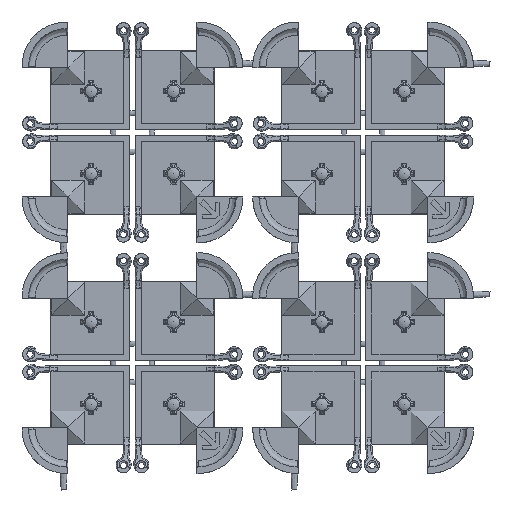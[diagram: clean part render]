
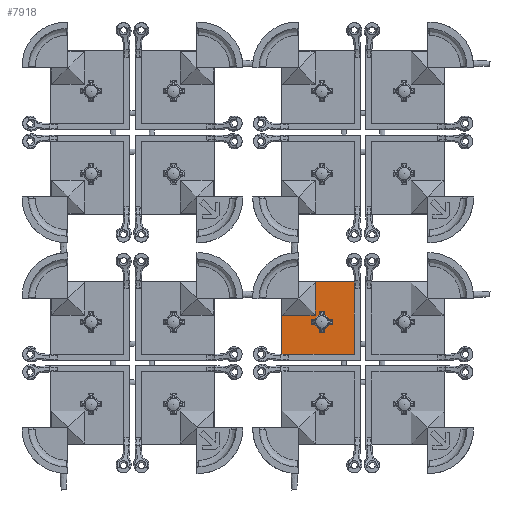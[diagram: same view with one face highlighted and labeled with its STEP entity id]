
A CAD part, front view. The second image highlights one B-rep face of the part: STEP entity #7918.
In plain terms, the highlighted planar face has unit normal (0, -1, 0).
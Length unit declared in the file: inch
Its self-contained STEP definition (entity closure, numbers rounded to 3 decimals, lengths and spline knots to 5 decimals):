
#365=FACE_BOUND('',#1843,.T.);
#584=CIRCLE('',#8298,0.05752);
#587=CIRCLE('',#8305,0.05752);
#588=CIRCLE('',#8313,0.05752);
#590=CIRCLE('',#8334,0.05752);
#592=CIRCLE('',#8353,0.121);
#1367=FACE_OUTER_BOUND('',#1842,.T.);
#1842=EDGE_LOOP('',(#6558,#6559,#6560,#6561,#6562));
#1843=EDGE_LOOP('',(#6563,#6564,#6565,#6566,#6567,#6568,#6569,#6570,#6571,
#6572,#6573,#6574,#6575,#6576,#6577,#6578));
#2315=LINE('',#25322,#2806);
#2317=LINE('',#25345,#2808);
#2319=LINE('',#25351,#2810);
#2321=LINE('',#25434,#2812);
#2323=LINE('',#25442,#2814);
#2326=LINE('',#25489,#2817);
#2327=LINE('',#25494,#2818);
#2330=LINE('',#25502,#2821);
#2332=LINE('',#25508,#2823);
#2334=LINE('',#25513,#2825);
#2336=LINE('',#25521,#2827);
#2338=LINE('',#25529,#2829);
#2345=LINE('',#25584,#2836);
#2346=LINE('',#25586,#2837);
#2347=LINE('',#25588,#2838);
#2348=LINE('',#25589,#2839);
#2806=VECTOR('',#9344,0.02531);
#2808=VECTOR('',#9352,0.03956);
#2810=VECTOR('',#9358,0.02531);
#2812=VECTOR('',#9384,0.02531);
#2814=VECTOR('',#9392,0.03956);
#2817=VECTOR('',#9409,0.02531);
#2818=VECTOR('',#9416,0.02531);
#2821=VECTOR('',#9423,0.03956);
#2823=VECTOR('',#9431,0.02531);
#2825=VECTOR('',#9435,0.02531);
#2827=VECTOR('',#9443,0.03956);
#2829=VECTOR('',#9451,0.02531);
#2836=VECTOR('',#9500,0.479);
#2837=VECTOR('',#9501,0.6);
#2838=VECTOR('',#9502,0.6);
#2839=VECTOR('',#9503,0.479);
#3483=VERTEX_POINT('',#25320);
#3484=VERTEX_POINT('',#25321);
#3488=VERTEX_POINT('',#25344);
#3490=VERTEX_POINT('',#25350);
#3493=VERTEX_POINT('',#25371);
#3500=VERTEX_POINT('',#25399);
#3501=VERTEX_POINT('',#25414);
#3503=VERTEX_POINT('',#25433);
#3506=VERTEX_POINT('',#25441);
#3508=VERTEX_POINT('',#25447);
#3509=VERTEX_POINT('',#25448);
#3515=VERTEX_POINT('',#25488);
#3519=VERTEX_POINT('',#25501);
#3522=VERTEX_POINT('',#25512);
#3525=VERTEX_POINT('',#25520);
#3528=VERTEX_POINT('',#25528);
#3539=VERTEX_POINT('',#25580);
#3540=VERTEX_POINT('',#25581);
#3541=VERTEX_POINT('',#25583);
#3542=VERTEX_POINT('',#25585);
#3543=VERTEX_POINT('',#25587);
#4527=EDGE_CURVE('',#3483,#3484,#2315,.T.);
#4532=EDGE_CURVE('',#3484,#3488,#2317,.T.);
#4535=EDGE_CURVE('',#3488,#3490,#2319,.T.);
#4539=EDGE_CURVE('',#3490,#3493,#584,.T.);
#4547=EDGE_CURVE('',#3500,#3501,#587,.T.);
#4550=EDGE_CURVE('',#3493,#3503,#2321,.T.);
#4554=EDGE_CURVE('',#3503,#3506,#2323,.T.);
#4557=EDGE_CURVE('',#3508,#3509,#588,.T.);
#4564=EDGE_CURVE('',#3509,#3515,#2326,.T.);
#4567=EDGE_CURVE('',#3506,#3508,#2327,.T.);
#4571=EDGE_CURVE('',#3515,#3519,#2330,.T.);
#4575=EDGE_CURVE('',#3519,#3500,#2332,.T.);
#4577=EDGE_CURVE('',#3501,#3522,#2334,.T.);
#4581=EDGE_CURVE('',#3522,#3525,#2336,.T.);
#4585=EDGE_CURVE('',#3525,#3528,#2338,.T.);
#4587=EDGE_CURVE('',#3528,#3483,#590,.T.);
#4605=EDGE_CURVE('',#3539,#3540,#592,.T.);
#4606=EDGE_CURVE('',#3540,#3541,#2345,.T.);
#4607=EDGE_CURVE('',#3541,#3542,#2346,.T.);
#4608=EDGE_CURVE('',#3542,#3543,#2347,.T.);
#4609=EDGE_CURVE('',#3543,#3539,#2348,.T.);
#6558=ORIENTED_EDGE('',*,*,#4605,.T.);
#6559=ORIENTED_EDGE('',*,*,#4606,.T.);
#6560=ORIENTED_EDGE('',*,*,#4607,.T.);
#6561=ORIENTED_EDGE('',*,*,#4608,.T.);
#6562=ORIENTED_EDGE('',*,*,#4609,.T.);
#6563=ORIENTED_EDGE('',*,*,#4557,.F.);
#6564=ORIENTED_EDGE('',*,*,#4567,.F.);
#6565=ORIENTED_EDGE('',*,*,#4554,.F.);
#6566=ORIENTED_EDGE('',*,*,#4550,.F.);
#6567=ORIENTED_EDGE('',*,*,#4539,.F.);
#6568=ORIENTED_EDGE('',*,*,#4535,.F.);
#6569=ORIENTED_EDGE('',*,*,#4532,.F.);
#6570=ORIENTED_EDGE('',*,*,#4527,.F.);
#6571=ORIENTED_EDGE('',*,*,#4587,.F.);
#6572=ORIENTED_EDGE('',*,*,#4585,.F.);
#6573=ORIENTED_EDGE('',*,*,#4581,.F.);
#6574=ORIENTED_EDGE('',*,*,#4577,.F.);
#6575=ORIENTED_EDGE('',*,*,#4547,.F.);
#6576=ORIENTED_EDGE('',*,*,#4575,.F.);
#6577=ORIENTED_EDGE('',*,*,#4571,.F.);
#6578=ORIENTED_EDGE('',*,*,#4564,.F.);
#7552=PLANE('',#8352);
#7918=ADVANCED_FACE('',(#1367,#365),#7552,.F.);
#8298=AXIS2_PLACEMENT_3D('',#25372,#9364,#9365);
#8305=AXIS2_PLACEMENT_3D('',#25415,#9378,#9379);
#8313=AXIS2_PLACEMENT_3D('',#25449,#9398,#9399);
#8334=AXIS2_PLACEMENT_3D('',#25545,#9454,#9455);
#8352=AXIS2_PLACEMENT_3D('',#25579,#9496,#9497);
#8353=AXIS2_PLACEMENT_3D('',#25582,#9498,#9499);
#9344=DIRECTION('',(0.,0.,-1.));
#9352=DIRECTION('',(1.,0.,0.));
#9358=DIRECTION('',(0.,0.,1.));
#9364=DIRECTION('center_axis',(0.,-1.,0.));
#9365=DIRECTION('ref_axis',(0.707,0.,-0.707));
#9378=DIRECTION('center_axis',(0.,-1.,0.));
#9379=DIRECTION('ref_axis',(-0.707,0.,0.707));
#9384=DIRECTION('',(1.,0.,0.));
#9392=DIRECTION('',(0.,0.,1.));
#9398=DIRECTION('center_axis',(0.,-1.,0.));
#9399=DIRECTION('ref_axis',(0.707,0.,0.707));
#9409=DIRECTION('',(0.,0.,1.));
#9416=DIRECTION('',(-1.,0.,0.));
#9423=DIRECTION('',(-1.,0.,0.));
#9431=DIRECTION('',(0.,0.,-1.));
#9435=DIRECTION('',(-1.,0.,0.));
#9443=DIRECTION('',(0.,0.,-1.));
#9451=DIRECTION('',(1.,0.,0.));
#9454=DIRECTION('center_axis',(0.,-1.,0.));
#9455=DIRECTION('ref_axis',(-0.707,0.,-0.707));
#9496=DIRECTION('center_axis',(0.,1.,0.));
#9497=DIRECTION('ref_axis',(-1.,0.,0.));
#9498=DIRECTION('center_axis',(0.,-1.,0.));
#9499=DIRECTION('ref_axis',(0.,0.,-1.));
#9500=DIRECTION('',(0.,0.,-1.));
#9501=DIRECTION('',(1.,0.,0.));
#9502=DIRECTION('',(0.,0.,1.));
#9503=DIRECTION('',(-1.,0.,0.));
#25320=CARTESIAN_POINT('',(-0.33228,0.4,0.25849));
#25321=CARTESIAN_POINT('',(-0.33228,0.4,0.23318));
#25322=CARTESIAN_POINT('',(-0.33228,0.4,0.30999));
#25344=CARTESIAN_POINT('',(-0.29272,0.4,0.23318));
#25345=CARTESIAN_POINT('',(-0.29943,0.4,0.23318));
#25350=CARTESIAN_POINT('',(-0.29272,0.4,0.25849));
#25351=CARTESIAN_POINT('',(-0.29272,0.4,0.30999));
#25371=CARTESIAN_POINT('',(-0.25849,0.4,0.29272));
#25372=CARTESIAN_POINT('Origin',(-0.3125,0.4,0.3125));
#25399=CARTESIAN_POINT('',(-0.33228,0.4,0.36651));
#25414=CARTESIAN_POINT('',(-0.36651,0.4,0.33228));
#25415=CARTESIAN_POINT('Origin',(-0.3125,0.4,0.3125));
#25433=CARTESIAN_POINT('',(-0.23318,0.4,0.29272));
#25434=CARTESIAN_POINT('',(-0.30999,0.4,0.29272));
#25441=CARTESIAN_POINT('',(-0.23318,0.4,0.33228));
#25442=CARTESIAN_POINT('',(-0.23318,0.4,0.32056));
#25447=CARTESIAN_POINT('',(-0.25849,0.4,0.33228));
#25448=CARTESIAN_POINT('',(-0.29272,0.4,0.36651));
#25449=CARTESIAN_POINT('Origin',(-0.3125,0.4,0.3125));
#25488=CARTESIAN_POINT('',(-0.29272,0.4,0.39182));
#25489=CARTESIAN_POINT('',(-0.29272,0.4,0.30999));
#25494=CARTESIAN_POINT('',(-0.30999,0.4,0.33228));
#25501=CARTESIAN_POINT('',(-0.33228,0.4,0.39182));
#25502=CARTESIAN_POINT('',(-0.32056,0.4,0.39182));
#25508=CARTESIAN_POINT('',(-0.33228,0.4,0.30999));
#25512=CARTESIAN_POINT('',(-0.39182,0.4,0.33228));
#25513=CARTESIAN_POINT('',(-0.30999,0.4,0.33228));
#25520=CARTESIAN_POINT('',(-0.39182,0.4,0.29272));
#25521=CARTESIAN_POINT('',(-0.39182,0.4,0.29943));
#25528=CARTESIAN_POINT('',(-0.36651,0.4,0.29272));
#25529=CARTESIAN_POINT('',(-0.30999,0.4,0.29272));
#25545=CARTESIAN_POINT('Origin',(-0.3125,0.4,0.3125));
#25579=CARTESIAN_POINT('Origin',(-0.30749,0.4,0.30749));
#25580=CARTESIAN_POINT('',(-0.499,0.4,0.62));
#25581=CARTESIAN_POINT('',(-0.62,0.4,0.499));
#25582=CARTESIAN_POINT('Origin',(-0.499,0.4,0.499));
#25583=CARTESIAN_POINT('',(-0.62,0.4,0.02));
#25584=CARTESIAN_POINT('',(-0.62,0.4,0.02));
#25585=CARTESIAN_POINT('',(-0.02,0.4,0.02));
#25586=CARTESIAN_POINT('',(-0.02,0.4,0.02));
#25587=CARTESIAN_POINT('',(-0.02,0.4,0.62));
#25588=CARTESIAN_POINT('',(-0.02,0.4,0.62));
#25589=CARTESIAN_POINT('',(-0.499,0.4,0.62));
